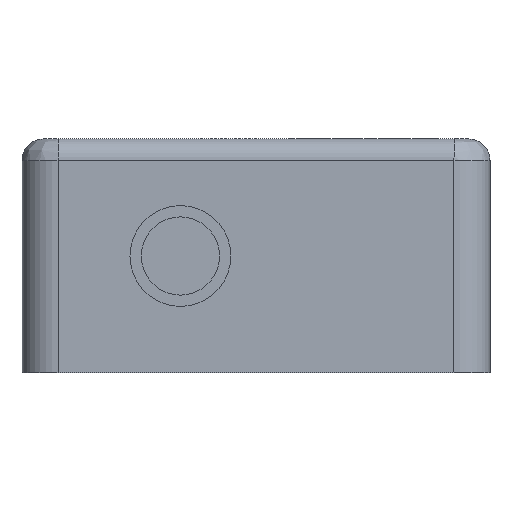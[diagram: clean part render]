
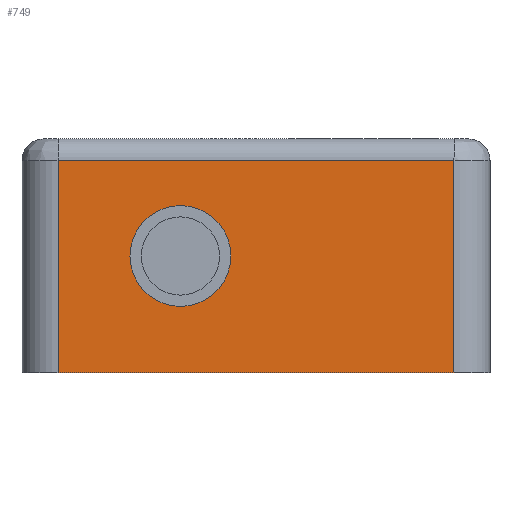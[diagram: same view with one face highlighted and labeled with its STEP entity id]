
A CAD part, left-side view. The second image highlights one B-rep face of the part: STEP entity #749.
In plain terms, the highlighted planar face has unit normal (-1, 0, 0).
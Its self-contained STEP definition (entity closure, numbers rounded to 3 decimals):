
#16=DIRECTION('',(0.,-1.,0.));
#17=VECTOR('',#16,22.);
#18=CARTESIAN_POINT('',(0.,24.,0.));
#19=LINE('',#18,#17);
#188=DIRECTION('',(0.,-1.,0.));
#189=VECTOR('',#188,22.);
#190=CARTESIAN_POINT('',(0.,24.,11.8));
#191=LINE('',#190,#189);
#192=DIRECTION('',(0.,0.,-1.));
#193=VECTOR('',#192,11.8);
#194=CARTESIAN_POINT('',(0.,2.,11.8));
#195=LINE('',#194,#193);
#196=DIRECTION('',(0.,0.,-1.));
#197=VECTOR('',#196,11.8);
#198=CARTESIAN_POINT('',(0.,24.,11.8));
#199=LINE('',#198,#197);
#200=CARTESIAN_POINT('',(0.,17.2,6.5));
#201=DIRECTION('',(-1.,0.,0.));
#202=DIRECTION('',(0.,-1.,0.));
#203=AXIS2_PLACEMENT_3D('',#200,#201,#202);
#205=CARTESIAN_POINT('',(0.,17.2,6.5));
#206=DIRECTION('',(-1.,0.,0.));
#207=DIRECTION('',(0.,1.,0.));
#208=AXIS2_PLACEMENT_3D('',#205,#206,#207);
#359=CARTESIAN_POINT('',(0.,2.,0.));
#361=VERTEX_POINT('',#359);
#362=CARTESIAN_POINT('',(0.,24.,0.));
#364=VERTEX_POINT('',#362);
#371=CARTESIAN_POINT('',(0.,24.,11.8));
#373=VERTEX_POINT('',#371);
#376=CARTESIAN_POINT('',(0.,2.,11.8));
#377=VERTEX_POINT('',#376);
#438=CARTESIAN_POINT('',(0.,14.4,6.5));
#439=CARTESIAN_POINT('',(0.,20.,6.5));
#440=VERTEX_POINT('',#438);
#441=VERTEX_POINT('',#439);
#731=CARTESIAN_POINT('',(0.,26.,0.));
#732=DIRECTION('',(-1.,0.,0.));
#733=DIRECTION('',(0.,-1.,0.));
#734=AXIS2_PLACEMENT_3D('',#731,#732,#733);
#735=PLANE('',#734);
#736=ORIENTED_EDGE('',*,*,#594,.T.);
#737=ORIENTED_EDGE('',*,*,#726,.T.);
#738=ORIENTED_EDGE('',*,*,#457,.F.);
#740=ORIENTED_EDGE('',*,*,#739,.F.);
#741=EDGE_LOOP('',(#736,#737,#738,#740));
#742=FACE_OUTER_BOUND('',#741,.F.);
#744=ORIENTED_EDGE('',*,*,#743,.T.);
#746=ORIENTED_EDGE('',*,*,#745,.T.);
#747=EDGE_LOOP('',(#744,#746));
#748=FACE_BOUND('',#747,.F.);
#749=ADVANCED_FACE('',(#742,#748),#735,.T.);
#204=CIRCLE('',#203,2.8);
#209=CIRCLE('',#208,2.8);
#457=EDGE_CURVE('',#364,#361,#19,.T.);
#594=EDGE_CURVE('',#373,#377,#191,.T.);
#726=EDGE_CURVE('',#377,#361,#195,.T.);
#739=EDGE_CURVE('',#373,#364,#199,.T.);
#743=EDGE_CURVE('',#440,#441,#204,.T.);
#745=EDGE_CURVE('',#441,#440,#209,.T.);
